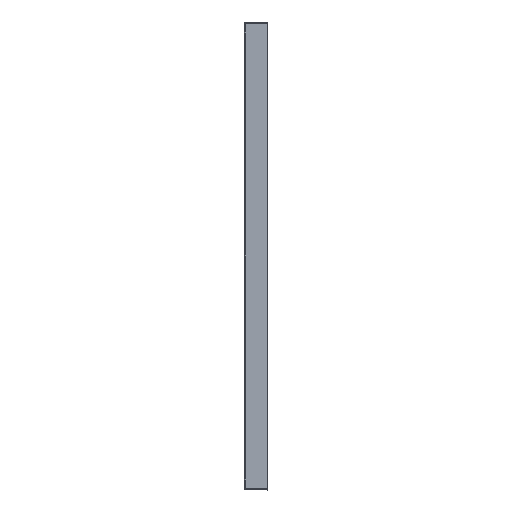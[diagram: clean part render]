
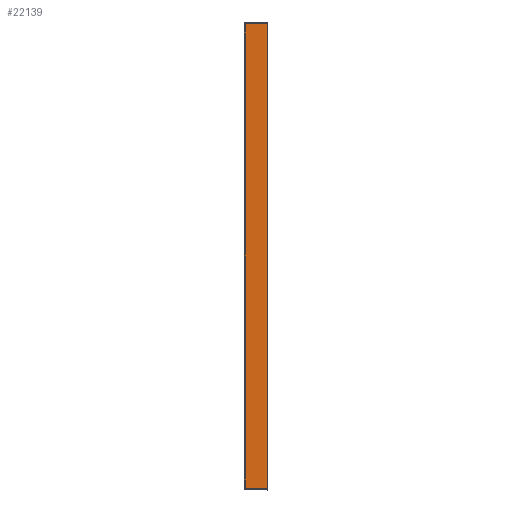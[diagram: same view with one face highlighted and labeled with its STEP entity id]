
A CAD part, left-side view. The second image highlights one B-rep face of the part: STEP entity #22139.
In plain terms, the highlighted planar face has unit normal (-0.999, 0.035, 0).
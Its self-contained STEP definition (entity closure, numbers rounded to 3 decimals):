
#764=DIRECTION('',(0.,0.,-1.));
#765=VECTOR('',#764,796.002);
#766=CARTESIAN_POINT('',(-700.,-40.,435.501));
#767=LINE('',#766,#765);
#768=DIRECTION('',(0.035,0.999,0.035));
#769=VECTOR('',#768,38.115);
#770=CARTESIAN_POINT('',(-700.,-40.,
-360.501));
#771=LINE('',#770,#769);
#772=CARTESIAN_POINT('',(-698.671,-1.932,
-359.172));
#773=CARTESIAN_POINT('',(-698.671,-1.935,
-354.513));
#774=CARTESIAN_POINT('',(-698.671,-1.942,
-345.418));
#775=CARTESIAN_POINT('',(-698.671,-1.952,
-332.428));
#776=CARTESIAN_POINT('',(-698.672,-1.96,
-320.13));
#777=CARTESIAN_POINT('',(-698.672,-1.968,
-307.92));
#778=CARTESIAN_POINT('',(-698.672,-1.974,
-297.297));
#779=CARTESIAN_POINT('',(-698.672,-1.979,
-286.014));
#780=CARTESIAN_POINT('',(-698.672,-1.983,
-275.209));
#781=CARTESIAN_POINT('',(-698.673,-1.986,
-264.294));
#782=CARTESIAN_POINT('',(-698.673,-1.986,
-256.494));
#783=CARTESIAN_POINT('',(-698.673,-1.986,
-252.5));
#785=CARTESIAN_POINT('',(-698.673,-1.986,
-252.5));
#786=CARTESIAN_POINT('',(-698.673,-1.986,
-221.007));
#787=CARTESIAN_POINT('',(-698.672,-1.97,
-158.127));
#788=CARTESIAN_POINT('',(-698.671,-1.933,
-61.461));
#789=CARTESIAN_POINT('',(-698.67,-1.924,3.713));
#790=CARTESIAN_POINT('',(-698.671,-1.93,37.5));
#792=DIRECTION('',(0.,0.,1.));
#793=VECTOR('',#792,290.);
#794=CARTESIAN_POINT('',(-698.671,-1.93,37.5));
#795=LINE('',#794,#793);
#796=CARTESIAN_POINT('',(-698.673,-1.986,327.5));
#797=CARTESIAN_POINT('',(-698.673,-1.986,339.368));
#798=CARTESIAN_POINT('',(-698.672,-1.98,362.925));
#799=CARTESIAN_POINT('',(-698.672,-1.959,398.482));
#800=CARTESIAN_POINT('',(-698.671,-1.941,422.171));
#801=CARTESIAN_POINT('',(-698.671,-1.932,434.172));
#803=DIRECTION('',(-0.035,-0.999,0.035));
#804=VECTOR('',#803,38.115);
#805=CARTESIAN_POINT('',(-698.671,-1.932,434.172));
#806=LINE('',#805,#804);
#1206=CARTESIAN_POINT('',(-698.673,-1.986,
-252.5));
#20756=VERTEX_POINT('',#1206);
#20757=CARTESIAN_POINT('',(-698.671,-1.93,
37.5));
#20758=VERTEX_POINT('',#20757);
#20827=CARTESIAN_POINT('',(-700.,-40.,
435.501));
#20828=CARTESIAN_POINT('',(-700.,-40.,
-360.501));
#20829=VERTEX_POINT('',#20827);
#20830=VERTEX_POINT('',#20828);
#20831=CARTESIAN_POINT('',(-698.671,-1.932,
-359.172));
#20832=VERTEX_POINT('',#20831);
#20833=CARTESIAN_POINT('',(-698.673,-1.986,
327.5));
#20834=VERTEX_POINT('',#20833);
#20835=VERTEX_POINT('',#801);
#22120=CARTESIAN_POINT('',(-699.335,-20.964,37.5));
#22121=DIRECTION('',(0.999,-0.035,0.));
#22122=DIRECTION('',(0.035,0.999,0.));
#22123=AXIS2_PLACEMENT_3D('',#22120,#22121,#22122);
#22124=PLANE('',#22123);
#22125=ORIENTED_EDGE('',*,*,#21306,.T.);
#22127=ORIENTED_EDGE('',*,*,#22126,.T.);
#22129=ORIENTED_EDGE('',*,*,#22128,.T.);
#22131=ORIENTED_EDGE('',*,*,#22130,.T.);
#22133=ORIENTED_EDGE('',*,*,#22132,.T.);
#22135=ORIENTED_EDGE('',*,*,#22134,.T.);
#22136=ORIENTED_EDGE('',*,*,#22113,.T.);
#22137=EDGE_LOOP('',(#22125,#22127,#22129,#22131,#22133,#22135,#22136));
#22138=FACE_OUTER_BOUND('',#22137,.F.);
#22139=ADVANCED_FACE('',(#22138),#22124,.F.);
#784=B_SPLINE_CURVE_WITH_KNOTS('',3,(#772,#773,#774,#775,#776,#777,#778,#779,
#780,#781,#782,#783),.UNSPECIFIED.,.F.,.F.,(4,1,1,1,1,1,1,1,1,4),(0.,
0.111,0.222,0.333,0.444,
0.556,0.667,0.778,0.889,1.),
.UNSPECIFIED.);
#791=B_SPLINE_CURVE_WITH_KNOTS('',3,(#785,#786,#787,#788,#789,#790),
.UNSPECIFIED.,.F.,.F.,(4,1,1,4),(0.,0.326,0.65,1.),
.UNSPECIFIED.);
#802=B_SPLINE_CURVE_WITH_KNOTS('',3,(#796,#797,#798,#799,#800,#801),
.UNSPECIFIED.,.F.,.F.,(4,1,1,4),(0.,0.334,0.662,1.),
.UNSPECIFIED.);
#21306=EDGE_CURVE('',#20829,#20830,#767,.T.);
#22113=EDGE_CURVE('',#20835,#20829,#806,.T.);
#22126=EDGE_CURVE('',#20830,#20832,#771,.T.);
#22128=EDGE_CURVE('',#20832,#20756,#784,.T.);
#22130=EDGE_CURVE('',#20756,#20758,#791,.T.);
#22132=EDGE_CURVE('',#20758,#20834,#795,.T.);
#22134=EDGE_CURVE('',#20834,#20835,#802,.T.);
